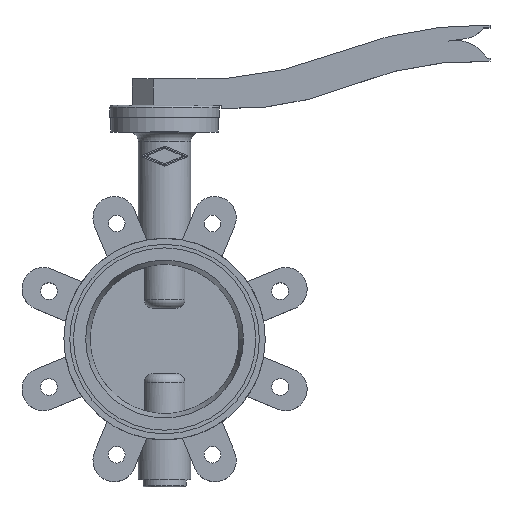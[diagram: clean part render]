
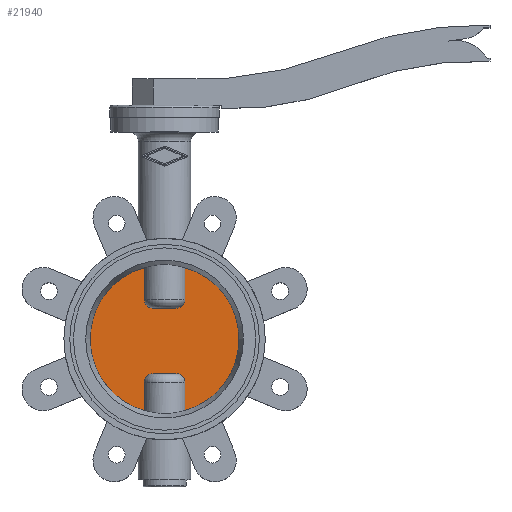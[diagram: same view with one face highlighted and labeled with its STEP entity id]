
A CAD part, top view. The second image highlights one B-rep face of the part: STEP entity #21940.
In plain terms, the highlighted planar face has unit normal (0, 0, 1).
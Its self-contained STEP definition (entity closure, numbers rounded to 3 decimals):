
#17920=CARTESIAN_POINT('',(-16.912,33.,-25.5));
#17930=CARTESIAN_POINT('',(-16.912,32.647,-25.5));
#17940=CARTESIAN_POINT('',(-16.882,32.26,-25.5));
#17950=CARTESIAN_POINT('',(-16.754,31.499,-25.5));
#17960=CARTESIAN_POINT('',(-16.656,31.124,-25.5));
#17970=CARTESIAN_POINT('',(-16.424,30.452,-25.5));
#17980=CARTESIAN_POINT('',(-16.268,30.092,-25.5));
#17990=CARTESIAN_POINT('',(-15.895,29.406,-25.5));
#18000=CARTESIAN_POINT('',(-15.677,29.08,-25.5));
#18010=CARTESIAN_POINT('',(-15.232,28.51,-25.5));
#18020=CARTESIAN_POINT('',(-14.961,28.213,-25.5));
#18030=CARTESIAN_POINT('',(-14.37,27.673,-25.5));
#18040=CARTESIAN_POINT('',(-14.051,27.429,-25.5));
#18050=CARTESIAN_POINT('',(-13.424,27.021,-25.5));
#18060=CARTESIAN_POINT('',(-13.057,26.819,-25.5));
#18070=CARTESIAN_POINT('',(-12.291,26.484,-25.5));
#18080=CARTESIAN_POINT('',(-11.893,26.35,-25.5));
#18090=CARTESIAN_POINT('',(-11.157,26.16,-25.5));
#18100=CARTESIAN_POINT('',(-10.749,26.085,-25.5));
#18110=CARTESIAN_POINT('',(-10.051,26.014,-25.5));
#18120=CARTESIAN_POINT('',(-9.763,26.,-25.5));
#18130=CARTESIAN_POINT('',(-9.487,26.,-25.5));
#18140=B_SPLINE_CURVE_WITH_KNOTS('',3,(#17920,#17930,#17940,#17950,
#17960,#17970,#17980,#17990,#18000,#18010,#18020,#18030,#18040,#18050,
#18060,#18070,#18080,#18090,#18100,#18110,#18120,#18130),.UNSPECIFIED.,
.F.,.F.,(4,2,2,2,2,2,2,2,2,2,4),(-20.396,-19.336,
-18.277,-17.205,-16.132,-15.035,
-13.937,-12.79,-11.644,-10.51,
-9.72),.UNSPECIFIED.);
#18150=CARTESIAN_POINT('',(-16.912,33.,-25.5));
#18160=VERTEX_POINT('',#18150);
#18170=CARTESIAN_POINT('',(-9.487,26.,-25.5));
#18180=VERTEX_POINT('',#18170);
#18190=EDGE_CURVE('',#18160,#18180,#18140,.T.);
#18260=CARTESIAN_POINT('',(16.912,33.,-25.5));
#18270=VERTEX_POINT('',#18260);
#18300=CARTESIAN_POINT('',(9.487,26.,-25.5));
#18310=CARTESIAN_POINT('',(9.763,26.,-25.5));
#18320=CARTESIAN_POINT('',(10.051,26.014,-25.5));
#18330=CARTESIAN_POINT('',(10.749,26.085,-25.5));
#18340=CARTESIAN_POINT('',(11.157,26.16,-25.5));
#18350=CARTESIAN_POINT('',(11.893,26.35,-25.5));
#18360=CARTESIAN_POINT('',(12.291,26.484,-25.5));
#18370=CARTESIAN_POINT('',(13.057,26.819,-25.5));
#18380=CARTESIAN_POINT('',(13.424,27.021,-25.5));
#18390=CARTESIAN_POINT('',(14.051,27.429,-25.5));
#18400=CARTESIAN_POINT('',(14.37,27.673,-25.5));
#18410=CARTESIAN_POINT('',(14.961,28.213,-25.5));
#18420=CARTESIAN_POINT('',(15.232,28.51,-25.5));
#18430=CARTESIAN_POINT('',(15.677,29.08,-25.5));
#18440=CARTESIAN_POINT('',(15.895,29.406,-25.5));
#18450=CARTESIAN_POINT('',(16.268,30.092,-25.5));
#18460=CARTESIAN_POINT('',(16.424,30.452,-25.5));
#18470=CARTESIAN_POINT('',(16.656,31.124,-25.5));
#18480=CARTESIAN_POINT('',(16.754,31.499,-25.5));
#18490=CARTESIAN_POINT('',(16.882,32.26,-25.5));
#18500=CARTESIAN_POINT('',(16.912,32.647,-25.5));
#18510=CARTESIAN_POINT('',(16.912,33.,-25.5));
#18520=B_SPLINE_CURVE_WITH_KNOTS('',3,(#18300,#18310,#18320,#18330,
#18340,#18350,#18360,#18370,#18380,#18390,#18400,#18410,#18420,#18430,
#18440,#18450,#18460,#18470,#18480,#18490,#18500,#18510),.UNSPECIFIED.,
.F.,.F.,(4,2,2,2,2,2,2,2,2,2,4),(9.72,10.51,
11.644,12.79,13.937,15.035,
16.132,17.205,18.277,19.336,
20.396),.UNSPECIFIED.);
#18530=CARTESIAN_POINT('',(9.487,26.,-25.5));
#18540=VERTEX_POINT('',#18530);
#18550=EDGE_CURVE('',#18540,#18270,#18520,.T.);
#19660=CARTESIAN_POINT('',(-9.487,-29.,-25.5));
#19670=CARTESIAN_POINT('',(-9.763,-29.,-25.5));
#19680=CARTESIAN_POINT('',(-10.051,-29.014,-25.5));
#19690=CARTESIAN_POINT('',(-10.749,-29.085,-25.5));
#19700=CARTESIAN_POINT('',(-11.157,-29.16,-25.5));
#19710=CARTESIAN_POINT('',(-11.893,-29.35,-25.5));
#19720=CARTESIAN_POINT('',(-12.291,-29.484,-25.5));
#19730=CARTESIAN_POINT('',(-13.057,-29.819,-25.5));
#19740=CARTESIAN_POINT('',(-13.424,-30.021,-25.5));
#19750=CARTESIAN_POINT('',(-14.051,-30.429,-25.5));
#19760=CARTESIAN_POINT('',(-14.37,-30.673,-25.5));
#19770=CARTESIAN_POINT('',(-14.961,-31.213,-25.5));
#19780=CARTESIAN_POINT('',(-15.232,-31.51,-25.5));
#19790=CARTESIAN_POINT('',(-15.677,-32.08,-25.5));
#19800=CARTESIAN_POINT('',(-15.895,-32.406,-25.5));
#19810=CARTESIAN_POINT('',(-16.268,-33.092,-25.5));
#19820=CARTESIAN_POINT('',(-16.424,-33.452,-25.5));
#19830=CARTESIAN_POINT('',(-16.656,-34.124,-25.5));
#19840=CARTESIAN_POINT('',(-16.754,-34.499,-25.5));
#19850=CARTESIAN_POINT('',(-16.882,-35.26,-25.5));
#19860=CARTESIAN_POINT('',(-16.912,-35.647,-25.5));
#19870=CARTESIAN_POINT('',(-16.912,-36.,-25.5));
#19880=B_SPLINE_CURVE_WITH_KNOTS('',3,(#19660,#19670,#19680,#19690,
#19700,#19710,#19720,#19730,#19740,#19750,#19760,#19770,#19780,#19790,
#19800,#19810,#19820,#19830,#19840,#19850,#19860,#19870),.UNSPECIFIED.,
.F.,.F.,(4,2,2,2,2,2,2,2,2,2,4),(50.512,51.301,
52.435,53.582,54.728,55.826,
56.924,57.996,59.068,60.128,
61.187),.UNSPECIFIED.);
#19890=CARTESIAN_POINT('',(-9.487,-29.,-25.5));
#19900=VERTEX_POINT('',#19890);
#19910=CARTESIAN_POINT('',(-16.912,-36.,-25.5));
#19920=VERTEX_POINT('',#19910);
#19930=EDGE_CURVE('',#19900,#19920,#19880,.T.);
#20000=CARTESIAN_POINT('',(9.487,-29.,-25.5));
#20010=VERTEX_POINT('',#20000);
#20040=CARTESIAN_POINT('',(16.912,-36.,-25.5));
#20050=CARTESIAN_POINT('',(16.912,-35.647,-25.5));
#20060=CARTESIAN_POINT('',(16.882,-35.26,-25.5));
#20070=CARTESIAN_POINT('',(16.754,-34.499,-25.5));
#20080=CARTESIAN_POINT('',(16.656,-34.124,-25.5));
#20090=CARTESIAN_POINT('',(16.424,-33.452,-25.5));
#20100=CARTESIAN_POINT('',(16.268,-33.092,-25.5));
#20110=CARTESIAN_POINT('',(15.895,-32.406,-25.5));
#20120=CARTESIAN_POINT('',(15.677,-32.08,-25.5));
#20130=CARTESIAN_POINT('',(15.232,-31.51,-25.5));
#20140=CARTESIAN_POINT('',(14.961,-31.213,-25.5));
#20150=CARTESIAN_POINT('',(14.37,-30.673,-25.5));
#20160=CARTESIAN_POINT('',(14.051,-30.429,-25.5));
#20170=CARTESIAN_POINT('',(13.424,-30.021,-25.5));
#20180=CARTESIAN_POINT('',(13.057,-29.819,-25.5));
#20190=CARTESIAN_POINT('',(12.291,-29.484,-25.5));
#20200=CARTESIAN_POINT('',(11.893,-29.35,-25.5));
#20210=CARTESIAN_POINT('',(11.157,-29.16,-25.5));
#20220=CARTESIAN_POINT('',(10.749,-29.085,-25.5));
#20230=CARTESIAN_POINT('',(10.051,-29.014,-25.5));
#20240=CARTESIAN_POINT('',(9.763,-29.,-25.5));
#20250=CARTESIAN_POINT('',(9.487,-29.,-25.5));
#20260=B_SPLINE_CURVE_WITH_KNOTS('',3,(#20040,#20050,#20060,#20070,
#20080,#20090,#20100,#20110,#20120,#20130,#20140,#20150,#20160,#20170,
#20180,#20190,#20200,#20210,#20220,#20230,#20240,#20250),.UNSPECIFIED.,
.F.,.F.,(4,2,2,2,2,2,2,2,2,2,4),(20.396,21.455,
22.515,23.587,24.659,25.757,
26.855,28.001,29.148,30.281,
31.071),.UNSPECIFIED.);
#20270=CARTESIAN_POINT('',(16.912,-36.,-25.5));
#20280=VERTEX_POINT('',#20270);
#20290=EDGE_CURVE('',#20280,#20010,#20260,.T.);
#21250=CARTESIAN_POINT('',(0.,0.,-25.5));
#21260=DIRECTION('',(0.,0.,1.));
#21270=DIRECTION('',(1.,0.,0.));
#21280=AXIS2_PLACEMENT_3D('',#21250,#21260,#21270);
#21290=PLANE('',#21280);
#21300=ORIENTED_EDGE('',*,*,#18190,.F.);
#21310=CARTESIAN_POINT('',(3.75,26.,-25.5));
#21320=DIRECTION('',(1.,0.,0.));
#21330=VECTOR('',#21320,1.);
#21340=LINE('',#21310,#21330);
#21350=EDGE_CURVE('',#18180,#18540,#21340,.T.);
#21360=ORIENTED_EDGE('',*,*,#21350,.F.);
#21370=ORIENTED_EDGE('',*,*,#18550,.F.);
#21380=CARTESIAN_POINT('',(16.912,47.898,-25.5));
#21390=DIRECTION('',(0.,1.,0.));
#21400=VECTOR('',#21390,1.);
#21410=LINE('',#21380,#21400);
#21420=CARTESIAN_POINT('',(16.912,60.169,
-25.5));
#21430=VERTEX_POINT('',#21420);
#21440=EDGE_CURVE('',#18270,#21430,#21410,.T.);
#21450=ORIENTED_EDGE('',*,*,#21440,.F.);
#21460=CARTESIAN_POINT('',(0.,0.,-25.5));
#21470=DIRECTION('',(0.,0.,-1.));
#21480=DIRECTION('',(0.,1.,0.));
#21490=AXIS2_PLACEMENT_3D('',#21460,#21470,#21480);
#21500=CIRCLE('',#21490,62.5);
#21510=CARTESIAN_POINT('',(16.912,-60.169,
-25.5));
#21520=VERTEX_POINT('',#21510);
#21530=EDGE_CURVE('',#21430,#21520,#21500,.T.);
#21540=ORIENTED_EDGE('',*,*,#21530,.F.);
#21550=CARTESIAN_POINT('',(16.912,-49.398,-25.5));
#21560=DIRECTION('',(0.,1.,0.));
#21570=VECTOR('',#21560,1.);
#21580=LINE('',#21550,#21570);
#21590=EDGE_CURVE('',#21520,#20280,#21580,.T.);
#21600=ORIENTED_EDGE('',*,*,#21590,.F.);
#21610=ORIENTED_EDGE('',*,*,#20290,.F.);
#21620=CARTESIAN_POINT('',(3.75,-29.,-25.5));
#21630=DIRECTION('',(-1.,0.,0.));
#21640=VECTOR('',#21630,1.);
#21650=LINE('',#21620,#21640);
#21660=EDGE_CURVE('',#20010,#19900,#21650,.T.);
#21670=ORIENTED_EDGE('',*,*,#21660,.F.);
#21680=ORIENTED_EDGE('',*,*,#19930,.F.);
#21690=CARTESIAN_POINT('',(-16.912,-49.398,-25.5));
#21700=DIRECTION('',(0.,-1.,0.));
#21710=VECTOR('',#21700,1.);
#21720=LINE('',#21690,#21710);
#21730=CARTESIAN_POINT('',(-16.912,-60.169,
-25.5));
#21740=VERTEX_POINT('',#21730);
#21750=EDGE_CURVE('',#19920,#21740,#21720,.T.);
#21760=ORIENTED_EDGE('',*,*,#21750,.F.);
#21770=CARTESIAN_POINT('',(0.,0.,-25.5));
#21780=DIRECTION('',(0.,0.,-1.));
#21790=DIRECTION('',(0.,1.,0.));
#21800=AXIS2_PLACEMENT_3D('',#21770,#21780,#21790);
#21810=CIRCLE('',#21800,62.5);
#21820=CARTESIAN_POINT('',(-16.912,60.169,
-25.5));
#21830=VERTEX_POINT('',#21820);
#21840=EDGE_CURVE('',#21740,#21830,#21810,.T.);
#21850=ORIENTED_EDGE('',*,*,#21840,.F.);
#21860=CARTESIAN_POINT('',(-16.912,47.898,-25.5));
#21870=DIRECTION('',(0.,-1.,0.));
#21880=VECTOR('',#21870,1.);
#21890=LINE('',#21860,#21880);
#21900=EDGE_CURVE('',#21830,#18160,#21890,.T.);
#21910=ORIENTED_EDGE('',*,*,#21900,.F.);
#21920=EDGE_LOOP('',(#21910,#21850,#21760,#21680,#21670,#21610,#21600,
#21540,#21450,#21370,#21360,#21300));
#21930=FACE_OUTER_BOUND('',#21920,.T.);
#21940=ADVANCED_FACE('',(#21930),#21290,.T.);
